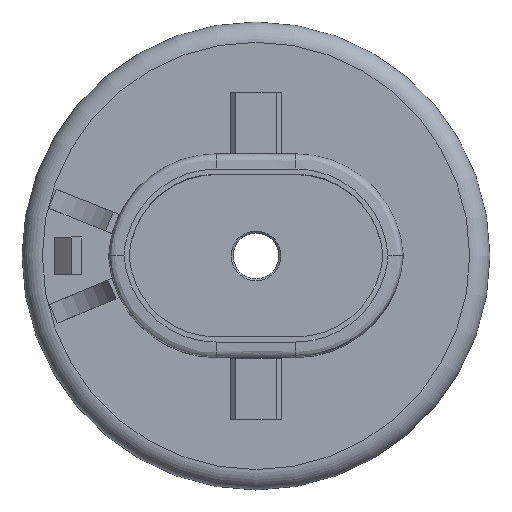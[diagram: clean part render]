
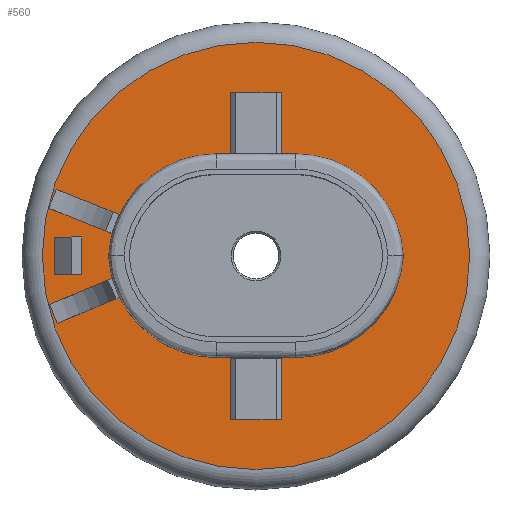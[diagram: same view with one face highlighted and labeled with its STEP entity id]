
A CAD part, top view. The second image highlights one B-rep face of the part: STEP entity #560.
In plain terms, the highlighted planar face has unit normal (0, 0, 1).
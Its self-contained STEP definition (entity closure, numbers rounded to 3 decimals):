
#58=CARTESIAN_POINT('',(6.539,25.63,3.25));
#59=VERTEX_POINT('',#58);
#66=CARTESIAN_POINT('',(5.252,25.63,3.25));
#67=VERTEX_POINT('',#66);
#68=CARTESIAN_POINT('',(5.252,25.63,3.25));
#69=DIRECTION('',(1.,0.,-0.));
#70=VECTOR('',#69,1.287);
#71=LINE('',#68,#70);
#72=EDGE_CURVE('',#67,#59,#71,.T.);
#130=CARTESIAN_POINT('',(5.252,21.93,3.25));
#131=VERTEX_POINT('',#130);
#138=CARTESIAN_POINT('',(6.539,21.93,3.25));
#139=VERTEX_POINT('',#138);
#140=CARTESIAN_POINT('',(6.539,21.93,3.25));
#141=DIRECTION('',(-1.,0.,0.));
#142=VECTOR('',#141,1.287);
#143=LINE('',#140,#142);
#144=EDGE_CURVE('',#139,#131,#143,.T.);
#170=CARTESIAN_POINT('',(4.066,30.332,3.25));
#171=VERTEX_POINT('',#170);
#178=CARTESIAN_POINT('',(3.321,28.476,3.25));
#179=VERTEX_POINT('',#178);
#180=CARTESIAN_POINT('',(4.066,30.332,3.25));
#181=DIRECTION('',(-0.373,-0.928,0.));
#182=VECTOR('',#181,2.);
#183=LINE('',#180,#182);
#184=EDGE_CURVE('',#171,#179,#183,.T.);
#210=CARTESIAN_POINT('',(9.498,25.995,3.25));
#211=VERTEX_POINT('',#210);
#212=CARTESIAN_POINT('',(3.321,28.476,3.25));
#213=DIRECTION('',(0.928,-0.373,0.));
#214=VECTOR('',#213,6.657);
#215=LINE('',#212,#214);
#216=EDGE_CURVE('',#179,#211,#215,.T.);
#332=CARTESIAN_POINT('',(0.,0.,3.25));
#333=DIRECTION('',(0.,0.,1.));
#334=DIRECTION('',(0.,1.,0.));
#335=AXIS2_PLACEMENT_3D('',#332,#333,#334);
#336=PLANE('',#335);
#337=CARTESIAN_POINT('',(44.689,23.78,3.25));
#338=VERTEX_POINT('',#337);
#339=CARTESIAN_POINT('',(23.689,23.78,3.25));
#340=DIRECTION('',(0.,0.,1.));
#341=DIRECTION('',(1.,0.,-0.));
#342=AXIS2_PLACEMENT_3D('',#339,#340,#341);
#343=CIRCLE('',#342,21.);
#344=EDGE_CURVE('',#338,#338,#343,.T.);
#345=ORIENTED_EDGE('',*,*,#344,.T.);
#346=EDGE_LOOP('',(#345));
#347=FACE_BOUND('',#346,.T.);
#348=CARTESIAN_POINT('',(5.252,21.93,3.25));
#349=DIRECTION('',(0.,1.,0.));
#350=VECTOR('',#349,3.7);
#351=LINE('',#348,#350);
#352=EDGE_CURVE('',#131,#67,#351,.T.);
#353=ORIENTED_EDGE('',*,*,#352,.T.);
#354=ORIENTED_EDGE('',*,*,#72,.T.);
#355=CARTESIAN_POINT('',(6.539,25.63,3.25));
#356=DIRECTION('',(0.,-1.,0.));
#357=VECTOR('',#356,3.7);
#358=LINE('',#355,#357);
#359=EDGE_CURVE('',#59,#139,#358,.T.);
#360=ORIENTED_EDGE('',*,*,#359,.T.);
#361=ORIENTED_EDGE('',*,*,#144,.T.);
#362=EDGE_LOOP('',(#353,#354,#360,#361));
#363=FACE_BOUND('',#362,.T.);
#364=CARTESIAN_POINT('',(9.876,26.935,3.25));
#365=VERTEX_POINT('',#364);
#366=CARTESIAN_POINT('',(9.498,25.995,3.25));
#367=DIRECTION('',(0.373,0.928,0.));
#368=VECTOR('',#367,1.013);
#369=LINE('',#366,#368);
#370=EDGE_CURVE('',#211,#365,#369,.T.);
#371=ORIENTED_EDGE('',*,*,#370,.F.);
#372=ORIENTED_EDGE('',*,*,#216,.F.);
#373=ORIENTED_EDGE('',*,*,#184,.F.);
#374=CARTESIAN_POINT('',(10.244,27.851,3.25));
#375=VERTEX_POINT('',#374);
#376=CARTESIAN_POINT('',(10.244,27.851,3.25));
#377=DIRECTION('',(-0.928,0.373,0.));
#378=VECTOR('',#377,6.657);
#379=LINE('',#376,#378);
#380=EDGE_CURVE('',#375,#171,#379,.T.);
#381=ORIENTED_EDGE('',*,*,#380,.F.);
#382=CARTESIAN_POINT('',(10.034,27.328,3.25));
#383=VERTEX_POINT('',#382);
#384=CARTESIAN_POINT('',(10.034,27.328,3.25));
#385=DIRECTION('',(0.373,0.928,0.));
#386=VECTOR('',#385,0.563);
#387=LINE('',#384,#386);
#388=EDGE_CURVE('',#383,#375,#387,.T.);
#389=ORIENTED_EDGE('',*,*,#388,.F.);
#390=CARTESIAN_POINT('',(19.787,33.78,3.25));
#391=VERTEX_POINT('',#390);
#392=CARTESIAN_POINT('',(19.787,23.182,3.25));
#393=DIRECTION('',(-0.,-0.,-1.));
#394=DIRECTION('',(1.,0.,-0.));
#395=AXIS2_PLACEMENT_3D('',#392,#393,#394);
#396=CIRCLE('',#395,10.598);
#397=EDGE_CURVE('',#383,#391,#396,.T.);
#398=ORIENTED_EDGE('',*,*,#397,.T.);
#399=CARTESIAN_POINT('',(27.591,33.78,3.25));
#400=VERTEX_POINT('',#399);
#401=CARTESIAN_POINT('',(19.787,33.78,3.25));
#402=DIRECTION('',(1.,0.,0.));
#403=VECTOR('',#402,7.804);
#404=LINE('',#401,#403);
#405=EDGE_CURVE('',#391,#400,#404,.T.);
#406=ORIENTED_EDGE('',*,*,#405,.T.);
#407=CARTESIAN_POINT('',(38.172,23.78,3.25));
#408=VERTEX_POINT('',#407);
#409=CARTESIAN_POINT('',(27.591,23.182,3.25));
#410=DIRECTION('',(-0.,-0.,-1.));
#411=DIRECTION('',(1.,0.,-0.));
#412=AXIS2_PLACEMENT_3D('',#409,#410,#411);
#413=CIRCLE('',#412,10.598);
#414=EDGE_CURVE('',#400,#408,#413,.T.);
#415=ORIENTED_EDGE('',*,*,#414,.T.);
#416=CARTESIAN_POINT('',(27.591,13.78,3.25));
#417=VERTEX_POINT('',#416);
#418=CARTESIAN_POINT('',(27.591,24.378,3.25));
#419=DIRECTION('',(-0.,-0.,-1.));
#420=DIRECTION('',(1.,0.,-0.));
#421=AXIS2_PLACEMENT_3D('',#418,#419,#420);
#422=CIRCLE('',#421,10.598);
#423=EDGE_CURVE('',#408,#417,#422,.T.);
#424=ORIENTED_EDGE('',*,*,#423,.T.);
#425=CARTESIAN_POINT('',(19.787,13.78,3.25));
#426=VERTEX_POINT('',#425);
#427=CARTESIAN_POINT('',(27.591,13.78,3.25));
#428=DIRECTION('',(-1.,-0.,0.));
#429=VECTOR('',#428,7.804);
#430=LINE('',#427,#429);
#431=EDGE_CURVE('',#417,#426,#430,.T.);
#432=ORIENTED_EDGE('',*,*,#431,.T.);
#433=CARTESIAN_POINT('',(10.272,19.712,3.25));
#434=VERTEX_POINT('',#433);
#435=CARTESIAN_POINT('',(19.787,24.378,3.25));
#436=DIRECTION('',(-0.,-0.,-1.));
#437=DIRECTION('',(1.,0.,-0.));
#438=AXIS2_PLACEMENT_3D('',#435,#436,#437);
#439=CIRCLE('',#438,10.598);
#440=EDGE_CURVE('',#426,#434,#439,.T.);
#441=ORIENTED_EDGE('',*,*,#440,.T.);
#442=CARTESIAN_POINT('',(4.16,17.155,3.25));
#443=VERTEX_POINT('',#442);
#444=CARTESIAN_POINT('',(10.272,19.712,3.25));
#445=DIRECTION('',(-0.923,-0.386,0.));
#446=VECTOR('',#445,6.625);
#447=LINE('',#444,#446);
#448=EDGE_CURVE('',#434,#443,#447,.T.);
#449=ORIENTED_EDGE('',*,*,#448,.T.);
#450=CARTESIAN_POINT('',(3.388,19.,3.25));
#451=VERTEX_POINT('',#450);
#452=CARTESIAN_POINT('',(4.16,17.155,3.25));
#453=DIRECTION('',(-0.386,0.923,0.));
#454=VECTOR('',#453,2.);
#455=LINE('',#452,#454);
#456=EDGE_CURVE('',#443,#451,#455,.T.);
#457=ORIENTED_EDGE('',*,*,#456,.T.);
#458=CARTESIAN_POINT('',(9.53,21.57,3.25));
#459=VERTEX_POINT('',#458);
#460=CARTESIAN_POINT('',(3.388,19.,3.25));
#461=DIRECTION('',(0.923,0.386,0.));
#462=VECTOR('',#461,6.657);
#463=LINE('',#460,#462);
#464=EDGE_CURVE('',#451,#459,#463,.T.);
#465=ORIENTED_EDGE('',*,*,#464,.T.);
#466=CARTESIAN_POINT('',(9.655,21.27,3.25));
#467=VERTEX_POINT('',#466);
#468=CARTESIAN_POINT('',(9.53,21.57,3.25));
#469=DIRECTION('',(0.386,-0.923,0.));
#470=VECTOR('',#469,0.325);
#471=LINE('',#468,#470);
#472=EDGE_CURVE('',#459,#467,#471,.T.);
#473=ORIENTED_EDGE('',*,*,#472,.T.);
#474=CARTESIAN_POINT('',(9.206,23.78,3.25));
#475=VERTEX_POINT('',#474);
#476=CARTESIAN_POINT('',(19.787,24.378,3.25));
#477=DIRECTION('',(-0.,-0.,-1.));
#478=DIRECTION('',(1.,0.,-0.));
#479=AXIS2_PLACEMENT_3D('',#476,#477,#478);
#480=CIRCLE('',#479,10.598);
#481=EDGE_CURVE('',#467,#475,#480,.T.);
#482=ORIENTED_EDGE('',*,*,#481,.T.);
#483=CARTESIAN_POINT('',(19.787,23.182,3.25));
#484=DIRECTION('',(-0.,-0.,-1.));
#485=DIRECTION('',(1.,0.,-0.));
#486=AXIS2_PLACEMENT_3D('',#483,#484,#485);
#487=CIRCLE('',#486,10.598);
#488=EDGE_CURVE('',#475,#365,#487,.T.);
#489=ORIENTED_EDGE('',*,*,#488,.T.);
#490=EDGE_LOOP('',(#371,#372,#373,#381,#389,#398,#406,#415,#424,#432,#441,#449,#457,#465,#473,#482,#489));
#491=FACE_BOUND('',#490,.T.);
#492=CARTESIAN_POINT('',(26.18,7.72,3.25));
#493=VERTEX_POINT('',#492);
#494=CARTESIAN_POINT('',(21.18,7.72,3.25));
#495=VERTEX_POINT('',#494);
#496=CARTESIAN_POINT('',(26.18,7.72,3.25));
#497=DIRECTION('',(-1.,0.,0.));
#498=VECTOR('',#497,5.);
#499=LINE('',#496,#498);
#500=EDGE_CURVE('',#493,#495,#499,.T.);
#501=ORIENTED_EDGE('',*,*,#500,.T.);
#502=CARTESIAN_POINT('',(21.18,13.72,3.25));
#503=VERTEX_POINT('',#502);
#504=CARTESIAN_POINT('',(21.18,7.72,3.25));
#505=DIRECTION('',(-0.,1.,0.));
#506=VECTOR('',#505,6.);
#507=LINE('',#504,#506);
#508=EDGE_CURVE('',#495,#503,#507,.T.);
#509=ORIENTED_EDGE('',*,*,#508,.T.);
#510=CARTESIAN_POINT('',(26.18,13.72,3.25));
#511=VERTEX_POINT('',#510);
#512=CARTESIAN_POINT('',(21.18,13.72,3.25));
#513=DIRECTION('',(1.,0.,-0.));
#514=VECTOR('',#513,5.);
#515=LINE('',#512,#514);
#516=EDGE_CURVE('',#503,#511,#515,.T.);
#517=ORIENTED_EDGE('',*,*,#516,.T.);
#518=CARTESIAN_POINT('',(26.18,13.72,3.25));
#519=DIRECTION('',(0.,-1.,0.));
#520=VECTOR('',#519,6.);
#521=LINE('',#518,#520);
#522=EDGE_CURVE('',#511,#493,#521,.T.);
#523=ORIENTED_EDGE('',*,*,#522,.T.);
#524=EDGE_LOOP('',(#501,#509,#517,#523));
#525=FACE_BOUND('',#524,.T.);
#526=CARTESIAN_POINT('',(21.18,33.799,3.25));
#527=VERTEX_POINT('',#526);
#528=CARTESIAN_POINT('',(21.18,39.799,3.25));
#529=VERTEX_POINT('',#528);
#530=CARTESIAN_POINT('',(21.18,33.799,3.25));
#531=DIRECTION('',(-0.,1.,0.));
#532=VECTOR('',#531,6.);
#533=LINE('',#530,#532);
#534=EDGE_CURVE('',#527,#529,#533,.T.);
#535=ORIENTED_EDGE('',*,*,#534,.T.);
#536=CARTESIAN_POINT('',(26.18,39.799,3.25));
#537=VERTEX_POINT('',#536);
#538=CARTESIAN_POINT('',(21.18,39.799,3.25));
#539=DIRECTION('',(1.,0.,-0.));
#540=VECTOR('',#539,5.);
#541=LINE('',#538,#540);
#542=EDGE_CURVE('',#529,#537,#541,.T.);
#543=ORIENTED_EDGE('',*,*,#542,.T.);
#544=CARTESIAN_POINT('',(26.18,33.799,3.25));
#545=VERTEX_POINT('',#544);
#546=CARTESIAN_POINT('',(26.18,39.799,3.25));
#547=DIRECTION('',(0.,-1.,0.));
#548=VECTOR('',#547,6.);
#549=LINE('',#546,#548);
#550=EDGE_CURVE('',#537,#545,#549,.T.);
#551=ORIENTED_EDGE('',*,*,#550,.T.);
#552=CARTESIAN_POINT('',(26.18,33.799,3.25));
#553=DIRECTION('',(-1.,0.,0.));
#554=VECTOR('',#553,5.);
#555=LINE('',#552,#554);
#556=EDGE_CURVE('',#545,#527,#555,.T.);
#557=ORIENTED_EDGE('',*,*,#556,.T.);
#558=EDGE_LOOP('',(#535,#543,#551,#557));
#559=FACE_BOUND('',#558,.T.);
#560=ADVANCED_FACE('',(#347,#363,#491,#525,#559),#336,.T.);
